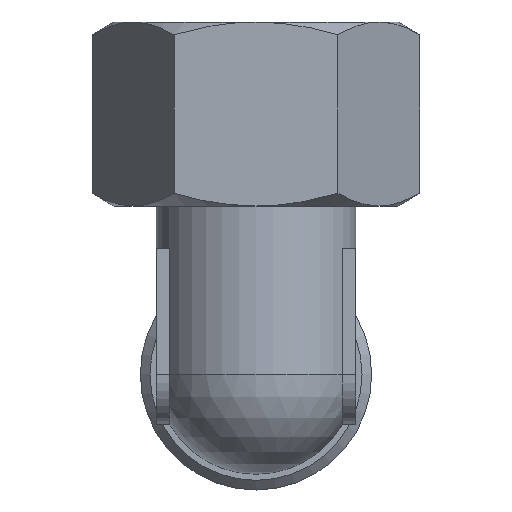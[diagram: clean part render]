
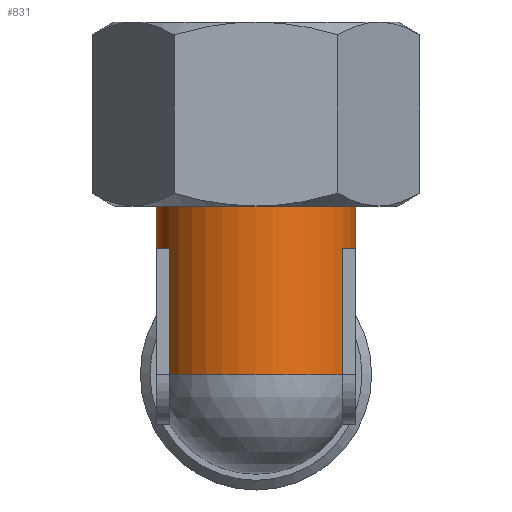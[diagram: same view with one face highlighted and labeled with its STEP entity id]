
A CAD part, left-side view. The second image highlights one B-rep face of the part: STEP entity #831.
In plain terms, the highlighted cylindrical face has radius 9.5 mm (diameter 19 mm), a full revolution.
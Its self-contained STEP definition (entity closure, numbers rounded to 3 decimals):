
#51=LINE('',#1397,#95);
#52=LINE('',#1401,#96);
#53=LINE('',#1407,#97);
#54=LINE('',#1411,#98);
#95=VECTOR('',#1059,1000.);
#96=VECTOR('',#1062,1000.);
#97=VECTOR('',#1067,1000.);
#98=VECTOR('',#1070,1000.);
#140=ELLIPSE('',#924,13.435,9.5);
#142=CYLINDRICAL_SURFACE('',#918,9.5);
#165=CIRCLE('',#919,9.5);
#166=CIRCLE('',#920,9.5);
#167=CIRCLE('',#921,9.5);
#168=CIRCLE('',#922,9.5);
#169=CIRCLE('',#923,9.5);
#170=CIRCLE('',#925,9.5);
#232=ORIENTED_EDGE('',*,*,#461,.F.);
#233=ORIENTED_EDGE('',*,*,#462,.F.);
#234=ORIENTED_EDGE('',*,*,#463,.F.);
#235=ORIENTED_EDGE('',*,*,#464,.F.);
#236=ORIENTED_EDGE('',*,*,#465,.F.);
#237=ORIENTED_EDGE('',*,*,#466,.F.);
#238=ORIENTED_EDGE('',*,*,#467,.F.);
#239=ORIENTED_EDGE('',*,*,#468,.F.);
#240=ORIENTED_EDGE('',*,*,#469,.T.);
#241=ORIENTED_EDGE('',*,*,#470,.F.);
#242=ORIENTED_EDGE('',*,*,#471,.T.);
#461=EDGE_CURVE('',#567,#568,#165,.T.);
#462=EDGE_CURVE('',#569,#567,#166,.T.);
#463=EDGE_CURVE('',#570,#569,#51,.F.);
#464=EDGE_CURVE('',#571,#570,#167,.T.);
#465=EDGE_CURVE('',#572,#571,#52,.T.);
#466=EDGE_CURVE('',#573,#572,#168,.T.);
#467=EDGE_CURVE('',#574,#573,#169,.T.);
#468=EDGE_CURVE('',#575,#574,#53,.F.);
#469=EDGE_CURVE('',#575,#576,#140,.F.);
#470=EDGE_CURVE('',#568,#576,#54,.T.);
#471=EDGE_CURVE('',#577,#577,#170,.T.);
#567=VERTEX_POINT('',#1393);
#568=VERTEX_POINT('',#1394);
#569=VERTEX_POINT('',#1396);
#570=VERTEX_POINT('',#1398);
#571=VERTEX_POINT('',#1400);
#572=VERTEX_POINT('',#1402);
#573=VERTEX_POINT('',#1404);
#574=VERTEX_POINT('',#1406);
#575=VERTEX_POINT('',#1408);
#576=VERTEX_POINT('',#1410);
#577=VERTEX_POINT('',#1413);
#654=EDGE_LOOP('',(#232,#233,#234,#235,#236,#237,#238,#239,#240,#241));
#655=EDGE_LOOP('',(#242));
#734=FACE_BOUND('',#654,.T.);
#735=FACE_BOUND('',#655,.T.);
#831=ADVANCED_FACE('',(#734,#735),#142,.T.);
#918=AXIS2_PLACEMENT_3D('',#1391,#1053,#1054);
#919=AXIS2_PLACEMENT_3D('',#1392,#1055,#1056);
#920=AXIS2_PLACEMENT_3D('',#1395,#1057,#1058);
#921=AXIS2_PLACEMENT_3D('',#1399,#1060,#1061);
#922=AXIS2_PLACEMENT_3D('',#1403,#1063,#1064);
#923=AXIS2_PLACEMENT_3D('',#1405,#1065,#1066);
#924=AXIS2_PLACEMENT_3D('',#1409,#1068,#1069);
#925=AXIS2_PLACEMENT_3D('',#1412,#1071,#1072);
#1053=DIRECTION('',(0.,0.,-1.));
#1054=DIRECTION('',(-1.,0.,0.));
#1055=DIRECTION('',(0.,0.,-1.));
#1056=DIRECTION('',(-1.,0.,0.));
#1057=DIRECTION('',(0.,0.,-1.));
#1058=DIRECTION('',(-1.,0.,0.));
#1059=DIRECTION('',(0.,0.,-1.));
#1060=DIRECTION('',(0.,0.,-1.));
#1061=DIRECTION('',(-1.,0.,0.));
#1062=DIRECTION('',(0.,0.,-1.));
#1063=DIRECTION('',(0.,0.,-1.));
#1064=DIRECTION('',(-1.,0.,0.));
#1065=DIRECTION('',(0.,0.,-1.));
#1066=DIRECTION('',(-1.,0.,0.));
#1067=DIRECTION('',(0.,0.,-1.));
#1068=DIRECTION('',(0.707,0.,-0.707));
#1069=DIRECTION('',(-0.707,0.,-0.707));
#1070=DIRECTION('',(0.,0.,-1.));
#1071=DIRECTION('',(0.,0.,-1.));
#1072=DIRECTION('',(-1.,0.,0.));
#1391=CARTESIAN_POINT('',(0.,0.,-31.));
#1392=CARTESIAN_POINT('',(0.,0.,-19.));
#1393=CARTESIAN_POINT('',(0.,9.5,-19.));
#1394=CARTESIAN_POINT('',(4.75,8.227,-19.));
#1395=CARTESIAN_POINT('',(0.,0.,-19.));
#1396=CARTESIAN_POINT('',(-4.75,8.227,-19.));
#1397=CARTESIAN_POINT('',(-4.75,8.227,-31.));
#1398=CARTESIAN_POINT('',(-4.75,8.227,-31.));
#1399=CARTESIAN_POINT('',(0.,0.,-31.));
#1400=CARTESIAN_POINT('',(-4.75,-8.227,-31.));
#1401=CARTESIAN_POINT('',(-4.75,-8.227,-31.));
#1402=CARTESIAN_POINT('',(-4.75,-8.227,-19.));
#1403=CARTESIAN_POINT('',(0.,0.,-19.));
#1404=CARTESIAN_POINT('',(0.,-9.5,-19.));
#1405=CARTESIAN_POINT('',(0.,0.,-19.));
#1406=CARTESIAN_POINT('',(4.75,-8.227,-19.));
#1407=CARTESIAN_POINT('',(4.75,-8.227,-31.));
#1408=CARTESIAN_POINT('',(4.75,-8.227,-26.25));
#1409=CARTESIAN_POINT('',(0.,0.,-31.));
#1410=CARTESIAN_POINT('',(4.75,8.227,-26.25));
#1411=CARTESIAN_POINT('',(4.75,8.227,-31.));
#1412=CARTESIAN_POINT('',(0.,0.,-15.));
#1413=CARTESIAN_POINT('',(-9.5,0.,-15.));
